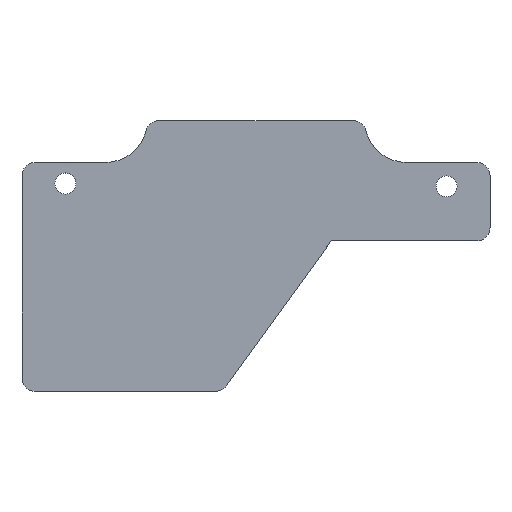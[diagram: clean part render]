
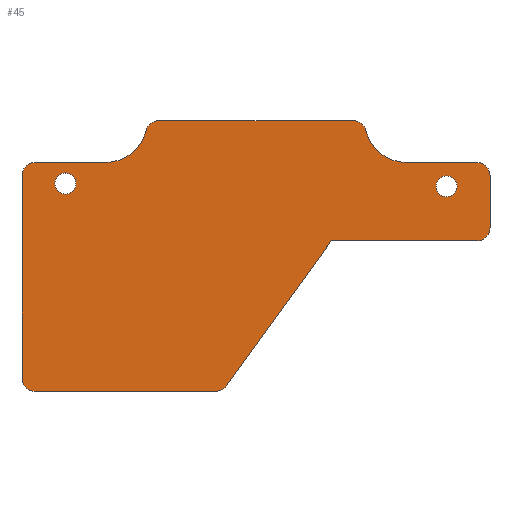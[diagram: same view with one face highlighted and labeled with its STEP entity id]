
A CAD part, top view. The second image highlights one B-rep face of the part: STEP entity #45.
In plain terms, the highlighted planar face has unit normal (0, 0, 1).
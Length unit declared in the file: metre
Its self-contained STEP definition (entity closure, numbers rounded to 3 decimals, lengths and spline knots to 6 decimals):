
#45 = ADVANCED_FACE( '', ( #104, #105, #106 ), #107, .T. );
#104 = FACE_BOUND( '', #180, .T. );
#105 = FACE_BOUND( '', #181, .T. );
#106 = FACE_OUTER_BOUND( '', #182, .T. );
#107 = PLANE( '', #183 );
#180 = EDGE_LOOP( '', ( #250 ) );
#181 = EDGE_LOOP( '', ( #251 ) );
#182 = EDGE_LOOP( '', ( #252, #253, #254, #255, #256, #257, #258, #259, #260, #261, #262, #263, #264, #265, #266, #267, #268 ) );
#183 = AXIS2_PLACEMENT_3D( '', #269, #270, #271 );
#250 = ORIENTED_EDGE( '', *, *, #444, .F. );
#251 = ORIENTED_EDGE( '', *, *, #445, .F. );
#252 = ORIENTED_EDGE( '', *, *, #446, .F. );
#253 = ORIENTED_EDGE( '', *, *, #447, .T. );
#254 = ORIENTED_EDGE( '', *, *, #448, .F. );
#255 = ORIENTED_EDGE( '', *, *, #449, .F. );
#256 = ORIENTED_EDGE( '', *, *, #450, .T. );
#257 = ORIENTED_EDGE( '', *, *, #451, .T. );
#258 = ORIENTED_EDGE( '', *, *, #452, .T. );
#259 = ORIENTED_EDGE( '', *, *, #453, .T. );
#260 = ORIENTED_EDGE( '', *, *, #454, .F. );
#261 = ORIENTED_EDGE( '', *, *, #455, .T. );
#262 = ORIENTED_EDGE( '', *, *, #456, .F. );
#263 = ORIENTED_EDGE( '', *, *, #457, .T. );
#264 = ORIENTED_EDGE( '', *, *, #458, .T. );
#265 = ORIENTED_EDGE( '', *, *, #459, .F. );
#266 = ORIENTED_EDGE( '', *, *, #460, .T. );
#267 = ORIENTED_EDGE( '', *, *, #461, .F. );
#268 = ORIENTED_EDGE( '', *, *, #462, .T. );
#269 = CARTESIAN_POINT( '', ( -0.002993, -0.000861, 0. ) );
#270 = DIRECTION( '', ( 0., 0., 1. ) );
#271 = DIRECTION( '', ( 1., 0., 0. ) );
#444 = EDGE_CURVE( '', #520, #520, #521, .T. );
#445 = EDGE_CURVE( '', #522, #522, #523, .T. );
#446 = EDGE_CURVE( '', #524, #525, #526, .T. );
#447 = EDGE_CURVE( '', #524, #527, #528, .T. );
#448 = EDGE_CURVE( '', #529, #527, #530, .T. );
#449 = EDGE_CURVE( '', #531, #529, #532, .T. );
#450 = EDGE_CURVE( '', #531, #533, #534, .T. );
#451 = EDGE_CURVE( '', #533, #535, #536, .T. );
#452 = EDGE_CURVE( '', #535, #537, #538, .T. );
#453 = EDGE_CURVE( '', #537, #539, #540, .T. );
#454 = EDGE_CURVE( '', #541, #539, #542, .T. );
#455 = EDGE_CURVE( '', #541, #543, #544, .T. );
#456 = EDGE_CURVE( '', #545, #543, #546, .T. );
#457 = EDGE_CURVE( '', #545, #547, #548, .T. );
#458 = EDGE_CURVE( '', #547, #549, #550, .T. );
#459 = EDGE_CURVE( '', #551, #549, #552, .T. );
#460 = EDGE_CURVE( '', #551, #553, #554, .T. );
#461 = EDGE_CURVE( '', #555, #553, #556, .T. );
#462 = EDGE_CURVE( '', #555, #525, #557, .T. );
#520 = VERTEX_POINT( '', #634 );
#521 = CIRCLE( '', #635, 0.0016 );
#522 = VERTEX_POINT( '', #636 );
#523 = CIRCLE( '', #637, 0.0016 );
#524 = VERTEX_POINT( '', #638 );
#525 = VERTEX_POINT( '', #639 );
#526 = LINE( '', #640, #641 );
#527 = VERTEX_POINT( '', #642 );
#528 = CIRCLE( '', #643, 0.002 );
#529 = VERTEX_POINT( '', #644 );
#530 = LINE( '', #645, #646 );
#531 = VERTEX_POINT( '', #647 );
#532 = LINE( '', #648, #649 );
#533 = VERTEX_POINT( '', #650 );
#534 = CIRCLE( '', #651, 0.002 );
#535 = VERTEX_POINT( '', #652 );
#536 = LINE( '', #653, #654 );
#537 = VERTEX_POINT( '', #655 );
#538 = CIRCLE( '', #656, 0.002 );
#539 = VERTEX_POINT( '', #657 );
#540 = LINE( '', #658, #659 );
#541 = VERTEX_POINT( '', #660 );
#542 = CIRCLE( '', #661, 0.00635 );
#543 = VERTEX_POINT( '', #662 );
#544 = CIRCLE( '', #663, 0.002 );
#545 = VERTEX_POINT( '', #664 );
#546 = LINE( '', #665, #666 );
#547 = VERTEX_POINT( '', #667 );
#548 = CIRCLE( '', #668, 0.002 );
#549 = VERTEX_POINT( '', #669 );
#550 = CIRCLE( '', #670, 0.00635 );
#551 = VERTEX_POINT( '', #671 );
#552 = LINE( '', #672, #673 );
#553 = VERTEX_POINT( '', #674 );
#554 = CIRCLE( '', #675, 0.002 );
#555 = VERTEX_POINT( '', #676 );
#556 = LINE( '', #677, #678 );
#557 = CIRCLE( '', #679, 0.002 );
#634 = CARTESIAN_POINT( '', ( 0.030556, 0.041694, 0. ) );
#635 = AXIS2_PLACEMENT_3D( '', #780, #781, #782 );
#636 = CARTESIAN_POINT( '', ( -0.027356, 0.042127, 0. ) );
#637 = AXIS2_PLACEMENT_3D( '', #783, #784, #785 );
#638 = CARTESIAN_POINT( '', ( -0.006102, 0.010541, 0. ) );
#639 = CARTESIAN_POINT( '', ( -0.03356, 0.010541, 0. ) );
#640 = CARTESIAN_POINT( '', ( -0.015736, 0.010541, 0. ) );
#641 = VECTOR( '', #786, 1. );
#642 = CARTESIAN_POINT( '', ( -0.004481, 0.01137, 0. ) );
#643 = AXIS2_PLACEMENT_3D( '', #787, #788, #789 );
#644 = CARTESIAN_POINT( '', ( 0.011438, 0.033401, 0. ) );
#645 = CARTESIAN_POINT( '', ( 0.003512, 0.022432, 0. ) );
#646 = VECTOR( '', #790, 1. );
#647 = CARTESIAN_POINT( '', ( 0.03356, 0.033401, 0. ) );
#648 = CARTESIAN_POINT( '', ( 0.021455, 0.033401, 0. ) );
#649 = VECTOR( '', #791, 1. );
#650 = CARTESIAN_POINT( '', ( 0.03556, 0.035401, 0. ) );
#651 = AXIS2_PLACEMENT_3D( '', #792, #793, #794 );
#652 = CARTESIAN_POINT( '', ( 0.03556, 0.043339, 0. ) );
#653 = CARTESIAN_POINT( '', ( 0.03556, 0.03175, 0. ) );
#654 = VECTOR( '', #795, 1. );
#655 = CARTESIAN_POINT( '', ( 0.03356, 0.045339, 0. ) );
#656 = AXIS2_PLACEMENT_3D( '', #796, #797, #798 );
#657 = CARTESIAN_POINT( '', ( 0.02286, 0.045339, 0. ) );
#658 = CARTESIAN_POINT( '', ( 0.030422, 0.045339, 0. ) );
#659 = VECTOR( '', #799, 1. );
#660 = CARTESIAN_POINT( '', ( 0.016695, 0.050168, 0. ) );
#661 = AXIS2_PLACEMENT_3D( '', #800, #801, #802 );
#662 = CARTESIAN_POINT( '', ( 0.014753, 0.051689, 0. ) );
#663 = AXIS2_PLACEMENT_3D( '', #803, #804, #805 );
#664 = CARTESIAN_POINT( '', ( -0.014753, 0.051689, 0. ) );
#665 = CARTESIAN_POINT( '', ( 0., 0.051689, 0. ) );
#666 = VECTOR( '', #806, 1. );
#667 = CARTESIAN_POINT( '', ( -0.016695, 0.050168, 0. ) );
#668 = AXIS2_PLACEMENT_3D( '', #807, #808, #809 );
#669 = CARTESIAN_POINT( '', ( -0.02286, 0.045339, 0. ) );
#670 = AXIS2_PLACEMENT_3D( '', #810, #811, #812 );
#671 = CARTESIAN_POINT( '', ( -0.03356, 0.045339, 0. ) );
#672 = CARTESIAN_POINT( '', ( -0.030422, 0.045339, 0. ) );
#673 = VECTOR( '', #813, 1. );
#674 = CARTESIAN_POINT( '', ( -0.03556, 0.043339, 0. ) );
#675 = AXIS2_PLACEMENT_3D( '', #814, #815, #816 );
#676 = CARTESIAN_POINT( '', ( -0.03556, 0.012541, 0. ) );
#677 = CARTESIAN_POINT( '', ( -0.03556, 0.03175, 0. ) );
#678 = VECTOR( '', #817, 1. );
#679 = AXIS2_PLACEMENT_3D( '', #818, #819, #820 );
#780 = CARTESIAN_POINT( '', ( 0.028956, 0.041694, 0. ) );
#781 = DIRECTION( '', ( 0., 0., 1. ) );
#782 = DIRECTION( '', ( 1., 0., 0. ) );
#783 = CARTESIAN_POINT( '', ( -0.028956, 0.042127, 0. ) );
#784 = DIRECTION( '', ( 0., 0., 1. ) );
#785 = DIRECTION( '', ( 1., 0., 0. ) );
#786 = DIRECTION( '', ( -1., 0., 0. ) );
#787 = CARTESIAN_POINT( '', ( -0.006102, 0.012541, 0. ) );
#788 = DIRECTION( '', ( 0., 0., 1. ) );
#789 = DIRECTION( '', ( 1., 0., 0. ) );
#790 = DIRECTION( '', ( -0.586, -0.811, 0. ) );
#791 = DIRECTION( '', ( -1., 0., 0. ) );
#792 = CARTESIAN_POINT( '', ( 0.03356, 0.035401, 0. ) );
#793 = DIRECTION( '', ( 0., 0., 1. ) );
#794 = DIRECTION( '', ( 1., 0., 0. ) );
#795 = DIRECTION( '', ( 0., 1., 0. ) );
#796 = CARTESIAN_POINT( '', ( 0.03356, 0.043339, 0. ) );
#797 = DIRECTION( '', ( 0., 0., 1. ) );
#798 = DIRECTION( '', ( 1., 0., 0. ) );
#799 = DIRECTION( '', ( -1., 0., 0. ) );
#800 = CARTESIAN_POINT( '', ( 0.02286, 0.051689, 0. ) );
#801 = DIRECTION( '', ( 0., 0., 1. ) );
#802 = DIRECTION( '', ( -1., 0., 0. ) );
#803 = CARTESIAN_POINT( '', ( 0.014753, 0.049689, 0. ) );
#804 = DIRECTION( '', ( 0., 0., 1. ) );
#805 = DIRECTION( '', ( 1., 0., 0. ) );
#806 = DIRECTION( '', ( 1., 0., 0. ) );
#807 = CARTESIAN_POINT( '', ( -0.014753, 0.049689, 0. ) );
#808 = DIRECTION( '', ( 0., 0., 1. ) );
#809 = DIRECTION( '', ( 1., 0., 0. ) );
#810 = CARTESIAN_POINT( '', ( -0.02286, 0.051689, 0. ) );
#811 = DIRECTION( '', ( 0., 0., -1. ) );
#812 = DIRECTION( '', ( 1., 0., 0. ) );
#813 = DIRECTION( '', ( 1., 0., 0. ) );
#814 = CARTESIAN_POINT( '', ( -0.03356, 0.043339, 0. ) );
#815 = DIRECTION( '', ( 0., 0., 1. ) );
#816 = DIRECTION( '', ( 1., 0., 0. ) );
#817 = DIRECTION( '', ( 0., 1., 0. ) );
#818 = CARTESIAN_POINT( '', ( -0.03356, 0.012541, 0. ) );
#819 = DIRECTION( '', ( 0., 0., 1. ) );
#820 = DIRECTION( '', ( 1., 0., 0. ) );
